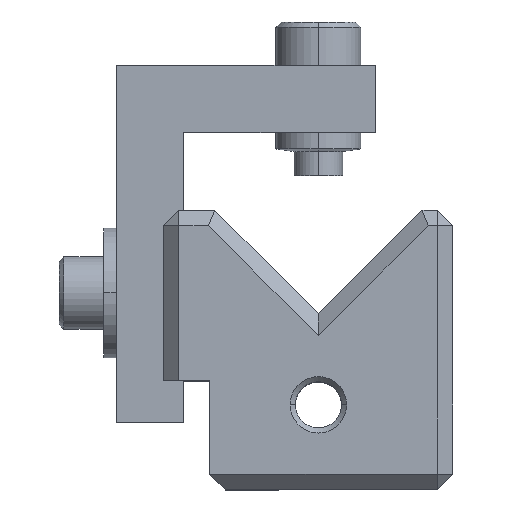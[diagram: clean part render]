
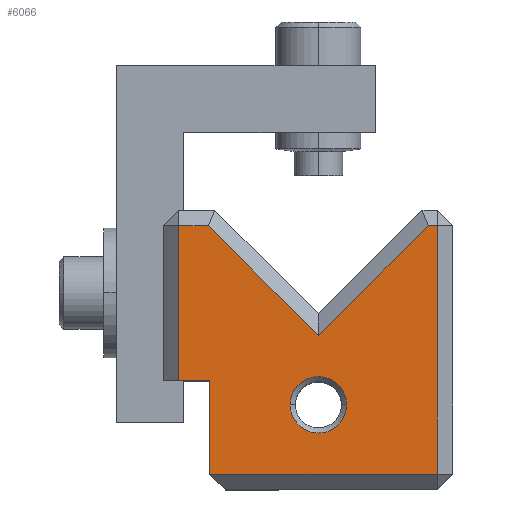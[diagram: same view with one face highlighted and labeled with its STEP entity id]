
A CAD part, top view. The second image highlights one B-rep face of the part: STEP entity #6066.
In plain terms, the highlighted planar face has unit normal (0, 0, 1).
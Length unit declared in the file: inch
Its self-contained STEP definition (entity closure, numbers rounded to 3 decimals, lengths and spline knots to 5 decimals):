
#49 = DIRECTION ( 'NONE',  ( 0., -1., 0. ) ) ;
#383 = DIRECTION ( 'NONE',  ( -0.707, 0.707, 0. ) ) ;
#408 = VECTOR ( 'NONE', #1181, 39.37008 ) ;
#494 = CARTESIAN_POINT ( 'NONE',  ( 0.05208, 0.09994, 0.29901 ) ) ;
#848 = EDGE_CURVE ( 'NONE', #14859, #5622, #8178, .T. ) ;
#927 = EDGE_CURVE ( 'NONE', #3336, #14859, #2706, .T. ) ;
#1181 = DIRECTION ( 'NONE',  ( -1., 0., 0. ) ) ;
#1443 = EDGE_LOOP ( 'NONE', ( #14719, #13656 ) ) ;
#1492 = LINE ( 'NONE', #14044, #13552 ) ;
#1553 = CARTESIAN_POINT ( 'NONE',  ( -0.1367, -0.21885, 0.29901 ) ) ;
#1643 = VERTEX_POINT ( 'NONE', #3968 ) ;
#1811 = EDGE_LOOP ( 'NONE', ( #3133, #3088, #2891, #11640, #2115, #14310, #4478, #12960, #3504 ) ) ;
#1843 = EDGE_CURVE ( 'NONE', #5056, #6774, #7485, .T. ) ;
#1960 = VECTOR ( 'NONE', #383, 39.37008 ) ;
#2115 = ORIENTED_EDGE ( 'NONE', *, *, #848, .T. ) ;
#2156 = CARTESIAN_POINT ( 'NONE',  ( 0.09451, 0.09994, 0.29901 ) ) ;
#2230 = CARTESIAN_POINT ( 'NONE',  ( -0.13913, 0.29115, 0.29901 ) ) ;
#2289 = VERTEX_POINT ( 'NONE', #14818 ) ;
#2294 = EDGE_CURVE ( 'NONE', #6774, #8022, #12754, .T. ) ;
#2427 = CARTESIAN_POINT ( 'NONE',  ( 0.0733, 0.12115, 0.29901 ) ) ;
#2537 = FACE_BOUND ( 'NONE', #1443, .T. ) ;
#2706 = LINE ( 'NONE', #8440, #408 ) ;
#2709 = DIRECTION ( 'NONE',  ( 1., 0., 0. ) ) ;
#2891 = ORIENTED_EDGE ( 'NONE', *, *, #3388, .T. ) ;
#3088 = ORIENTED_EDGE ( 'NONE', *, *, #2294, .T. ) ;
#3133 = ORIENTED_EDGE ( 'NONE', *, *, #1843, .T. ) ;
#3336 = VERTEX_POINT ( 'NONE', #12440 ) ;
#3388 = EDGE_CURVE ( 'NONE', #8022, #3336, #1492, .T. ) ;
#3504 = ORIENTED_EDGE ( 'NONE', *, *, #7299, .T. ) ;
#3552 = DIRECTION ( 'NONE',  ( -1., 0., 0. ) ) ;
#3629 = LINE ( 'NONE', #3958, #11736 ) ;
#3728 = CARTESIAN_POINT ( 'NONE',  ( -0.1967, 0.12115, 0.29901 ) ) ;
#3958 = CARTESIAN_POINT ( 'NONE',  ( -0.1367, -0.00885, 0.29901 ) ) ;
#3968 = CARTESIAN_POINT ( 'NONE',  ( 0.0188, -0.05506, 0.29901 ) ) ;
#4244 = AXIS2_PLACEMENT_3D ( 'NONE', #2427, #12221, #11043 ) ;
#4478 = ORIENTED_EDGE ( 'NONE', *, *, #8796, .T. ) ;
#4599 = CARTESIAN_POINT ( 'NONE',  ( 0.3033, -0.18885, 0.29901 ) ) ;
#4677 = CARTESIAN_POINT ( 'NONE',  ( 0.0733, 0.29115, 0.29901 ) ) ;
#5056 = VERTEX_POINT ( 'NONE', #8907 ) ;
#5622 = VERTEX_POINT ( 'NONE', #10750 ) ;
#5802 = AXIS2_PLACEMENT_3D ( 'NONE', #6483, #14735, #12449 ) ;
#6066 = ADVANCED_FACE ( 'NONE', ( #2537, #11783 ), #8059, .F. ) ;
#6400 = CIRCLE ( 'NONE', #7578, 0.0545 ) ;
#6483 = CARTESIAN_POINT ( 'NONE',  ( 0.0733, -0.05506, 0.29901 ) ) ;
#6774 = VERTEX_POINT ( 'NONE', #14602 ) ;
#7251 = LINE ( 'NONE', #494, #1960 ) ;
#7299 = EDGE_CURVE ( 'NONE', #9665, #5056, #3629, .T. ) ;
#7485 = LINE ( 'NONE', #1553, #15002 ) ;
#7578 = AXIS2_PLACEMENT_3D ( 'NONE', #13410, #13464, #14688 ) ;
#8022 = VERTEX_POINT ( 'NONE', #4599 ) ;
#8059 = PLANE ( 'NONE',  #4244 ) ;
#8084 = LINE ( 'NONE', #3728, #12048 ) ;
#8178 = LINE ( 'NONE', #2156, #13259 ) ;
#8440 = CARTESIAN_POINT ( 'NONE',  ( 0.0733, 0.29115, 0.29901 ) ) ;
#8486 = EDGE_CURVE ( 'NONE', #2289, #9665, #8084, .T. ) ;
#8609 = CARTESIAN_POINT ( 'NONE',  ( -0.1967, -0.00885, 0.29901 ) ) ;
#8796 = EDGE_CURVE ( 'NONE', #14372, #2289, #14990, .T. ) ;
#8907 = CARTESIAN_POINT ( 'NONE',  ( -0.1367, -0.00885, 0.29901 ) ) ;
#9045 = EDGE_CURVE ( 'NONE', #1643, #12363, #10623, .T. ) ;
#9127 = DIRECTION ( 'NONE',  ( 0., 1., 0. ) ) ;
#9571 = VECTOR ( 'NONE', #2709, 39.37008 ) ;
#9665 = VERTEX_POINT ( 'NONE', #8609 ) ;
#9807 = CARTESIAN_POINT ( 'NONE',  ( 0.28572, 0.29115, 0.29901 ) ) ;
#9946 = CARTESIAN_POINT ( 'NONE',  ( 0.0733, -0.18885, 0.29901 ) ) ;
#10007 = DIRECTION ( 'NONE',  ( 0., -1., 0. ) ) ;
#10623 = CIRCLE ( 'NONE', #5802, 0.0545 ) ;
#10750 = CARTESIAN_POINT ( 'NONE',  ( 0.0733, 0.07873, 0.29901 ) ) ;
#11043 = DIRECTION ( 'NONE',  ( -1., 0., 0. ) ) ;
#11640 = ORIENTED_EDGE ( 'NONE', *, *, #927, .T. ) ;
#11736 = VECTOR ( 'NONE', #12414, 39.37008 ) ;
#11783 = FACE_OUTER_BOUND ( 'NONE', #1811, .T. ) ;
#11868 = DIRECTION ( 'NONE',  ( -0.707, -0.707, 0. ) ) ;
#12048 = VECTOR ( 'NONE', #49, 39.37008 ) ;
#12221 = DIRECTION ( 'NONE',  ( 0., 0., -1. ) ) ;
#12363 = VERTEX_POINT ( 'NONE', #14535 ) ;
#12414 = DIRECTION ( 'NONE',  ( 1., 0., 0. ) ) ;
#12440 = CARTESIAN_POINT ( 'NONE',  ( 0.3033, 0.29115, 0.29901 ) ) ;
#12449 = DIRECTION ( 'NONE',  ( -1., 0., 0. ) ) ;
#12754 = LINE ( 'NONE', #9946, #9571 ) ;
#12941 = VECTOR ( 'NONE', #3552, 39.37008 ) ;
#12960 = ORIENTED_EDGE ( 'NONE', *, *, #8486, .T. ) ;
#13259 = VECTOR ( 'NONE', #11868, 39.37008 ) ;
#13410 = CARTESIAN_POINT ( 'NONE',  ( 0.0733, -0.05506, 0.29901 ) ) ;
#13464 = DIRECTION ( 'NONE',  ( 0., 0., -1. ) ) ;
#13552 = VECTOR ( 'NONE', #9127, 39.37008 ) ;
#13656 = ORIENTED_EDGE ( 'NONE', *, *, #9045, .T. ) ;
#14044 = CARTESIAN_POINT ( 'NONE',  ( 0.3033, 0.12115, 0.29901 ) ) ;
#14310 = ORIENTED_EDGE ( 'NONE', *, *, #15483, .T. ) ;
#14372 = VERTEX_POINT ( 'NONE', #2230 ) ;
#14421 = EDGE_CURVE ( 'NONE', #12363, #1643, #6400, .T. ) ;
#14535 = CARTESIAN_POINT ( 'NONE',  ( 0.1278, -0.05506, 0.29901 ) ) ;
#14602 = CARTESIAN_POINT ( 'NONE',  ( -0.1367, -0.18885, 0.29901 ) ) ;
#14688 = DIRECTION ( 'NONE',  ( -1., 0., 0. ) ) ;
#14719 = ORIENTED_EDGE ( 'NONE', *, *, #14421, .T. ) ;
#14735 = DIRECTION ( 'NONE',  ( 0., 0., -1. ) ) ;
#14818 = CARTESIAN_POINT ( 'NONE',  ( -0.1967, 0.29115, 0.29901 ) ) ;
#14859 = VERTEX_POINT ( 'NONE', #9807 ) ;
#14990 = LINE ( 'NONE', #4677, #12941 ) ;
#15002 = VECTOR ( 'NONE', #10007, 39.37008 ) ;
#15483 = EDGE_CURVE ( 'NONE', #5622, #14372, #7251, .T. ) ;
